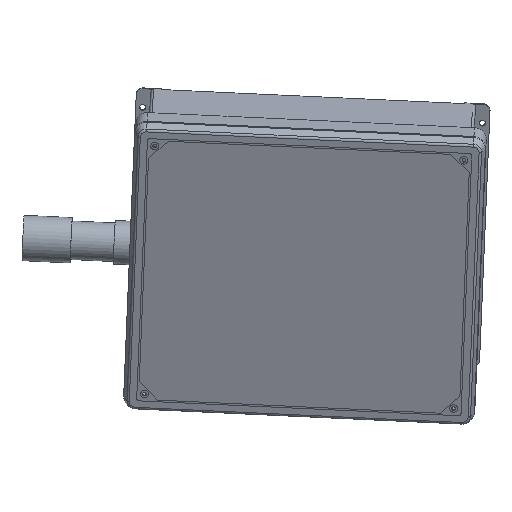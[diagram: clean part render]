
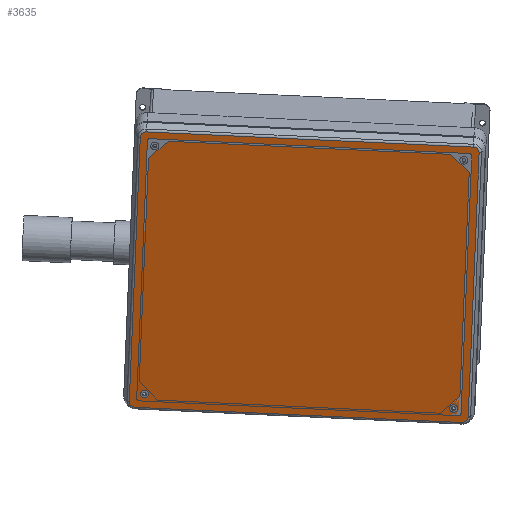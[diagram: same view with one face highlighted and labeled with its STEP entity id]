
A CAD part, left-side view. The second image highlights one B-rep face of the part: STEP entity #3635.
In plain terms, the highlighted face is planar.
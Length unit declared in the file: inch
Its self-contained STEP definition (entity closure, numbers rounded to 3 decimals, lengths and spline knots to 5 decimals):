
#3288=CARTESIAN_POINT('',(15.97523,17.44373,0.0));
#3289=VERTEX_POINT('',#3288);
#3297=CARTESIAN_POINT('',(15.97523,1.32623,0.0));
#3298=VERTEX_POINT('',#3297);
#3299=CARTESIAN_POINT('',(15.97523,17.44373,0.0));
#3300=DIRECTION('',(0.0,-1.0,0.0));
#3301=VECTOR('',#3300,16.1175);
#3302=LINE('',#3299,#3301);
#3303=EDGE_CURVE('',#3289,#3298,#3302,.T.);
#3328=CARTESIAN_POINT('',(15.67614,17.74282,0.0));
#3329=VERTEX_POINT('',#3328);
#3337=CARTESIAN_POINT('',(15.67614,17.44373,0.0));
#3338=DIRECTION('',(0.0,0.0,-1.0));
#3339=DIRECTION('',(0.707,0.707,0.0));
#3340=AXIS2_PLACEMENT_3D('',#3337,#3338,#3339);
#3341=CIRCLE('',#3340,0.29909);
#3342=EDGE_CURVE('',#3329,#3289,#3341,.T.);
#3360=CARTESIAN_POINT('',(15.67614,1.02715,0.0));
#3361=VERTEX_POINT('',#3360);
#3371=CARTESIAN_POINT('',(15.67614,1.32623,0.0));
#3372=DIRECTION('',(0.0,0.0,-1.0));
#3373=DIRECTION('',(0.707,-0.707,0.0));
#3374=AXIS2_PLACEMENT_3D('',#3371,#3372,#3373);
#3375=CIRCLE('',#3374,0.29909);
#3376=EDGE_CURVE('',#3298,#3361,#3375,.T.);
#3388=CARTESIAN_POINT('',(1.56864,17.74282,0.0));
#3389=VERTEX_POINT('',#3388);
#3397=CARTESIAN_POINT('',(1.56864,17.74282,0.0));
#3398=DIRECTION('',(1.0,0.0,0.0));
#3399=VECTOR('',#3398,14.1075);
#3400=LINE('',#3397,#3399);
#3401=EDGE_CURVE('',#3389,#3329,#3400,.T.);
#3418=CARTESIAN_POINT('',(1.56864,1.02715,0.0));
#3419=VERTEX_POINT('',#3418);
#3429=CARTESIAN_POINT('',(15.67614,1.02715,0.0));
#3430=DIRECTION('',(-1.0,0.0,0.0));
#3431=VECTOR('',#3430,14.1075);
#3432=LINE('',#3429,#3431);
#3433=EDGE_CURVE('',#3361,#3419,#3432,.T.);
#3443=CARTESIAN_POINT('',(1.26955,17.44373,0.0));
#3444=VERTEX_POINT('',#3443);
#3452=CARTESIAN_POINT('',(1.56864,17.44373,0.0));
#3453=DIRECTION('',(0.0,0.0,-1.0));
#3454=DIRECTION('',(-0.707,0.707,0.0));
#3455=AXIS2_PLACEMENT_3D('',#3452,#3453,#3454);
#3456=CIRCLE('',#3455,0.29909);
#3457=EDGE_CURVE('',#3444,#3389,#3456,.T.);
#3475=CARTESIAN_POINT('',(1.26955,1.32623,0.0));
#3476=VERTEX_POINT('',#3475);
#3486=CARTESIAN_POINT('',(1.56864,1.32623,0.0));
#3487=DIRECTION('',(0.0,0.0,-1.0));
#3488=DIRECTION('',(-0.707,-0.707,0.0));
#3489=AXIS2_PLACEMENT_3D('',#3486,#3487,#3488);
#3490=CIRCLE('',#3489,0.29909);
#3491=EDGE_CURVE('',#3419,#3476,#3490,.T.);
#3504=CARTESIAN_POINT('',(1.26955,1.32623,0.0));
#3505=DIRECTION('',(0.0,1.0,0.0));
#3506=VECTOR('',#3505,16.1175);
#3507=LINE('',#3504,#3506);
#3508=EDGE_CURVE('',#3476,#3444,#3507,.T.);
#3576=CARTESIAN_POINT('',(8.62239,9.38498,0.0));
#3577=DIRECTION('',(0.0,0.0,1.0));
#3578=DIRECTION('',(1.0,0.0,0.0));
#3579=AXIS2_PLACEMENT_3D('',#3576,#3577,#3578);
#3580=PLANE('',#3579);
#3581=ORIENTED_EDGE('',*,*,#3303,.F.);
#3582=ORIENTED_EDGE('',*,*,#3342,.F.);
#3583=ORIENTED_EDGE('',*,*,#3401,.F.);
#3584=ORIENTED_EDGE('',*,*,#3457,.F.);
#3585=ORIENTED_EDGE('',*,*,#3508,.F.);
#3586=ORIENTED_EDGE('',*,*,#3491,.F.);
#3587=ORIENTED_EDGE('',*,*,#3433,.F.);
#3588=ORIENTED_EDGE('',*,*,#3376,.F.);
#3589=EDGE_LOOP('',(#3581,#3582,#3583,#3584,#3585,#3586,#3587,#3588));
#3590=FACE_OUTER_BOUND('',#3589,.T.);
#3591=CARTESIAN_POINT('',(15.44739,1.75998,0.0));
#3592=VERTEX_POINT('',#3591);
#3593=CARTESIAN_POINT('',(15.24739,1.75998,0.0));
#3594=DIRECTION('',(0.0,0.0,-1.0));
#3595=DIRECTION('',(1.0,0.0,0.0));
#3596=AXIS2_PLACEMENT_3D('',#3593,#3594,#3595);
#3597=CIRCLE('',#3596,0.2);
#3598=EDGE_CURVE('',#3592,#3592,#3597,.T.);
#3599=ORIENTED_EDGE('',*,*,#3598,.T.);
#3600=EDGE_LOOP('',(#3599));
#3601=FACE_BOUND('',#3600,.T.);
#3602=CARTESIAN_POINT('',(15.44739,17.00998,0.0));
#3603=VERTEX_POINT('',#3602);
#3604=CARTESIAN_POINT('',(15.24739,17.00998,0.0));
#3605=DIRECTION('',(0.0,0.0,-1.0));
#3606=DIRECTION('',(1.0,0.0,0.0));
#3607=AXIS2_PLACEMENT_3D('',#3604,#3605,#3606);
#3608=CIRCLE('',#3607,0.2);
#3609=EDGE_CURVE('',#3603,#3603,#3608,.T.);
#3610=ORIENTED_EDGE('',*,*,#3609,.T.);
#3611=EDGE_LOOP('',(#3610));
#3612=FACE_BOUND('',#3611,.T.);
#3613=CARTESIAN_POINT('',(2.19739,17.00998,0.0));
#3614=VERTEX_POINT('',#3613);
#3615=CARTESIAN_POINT('',(1.99739,17.00998,0.0));
#3616=DIRECTION('',(0.0,0.0,-1.0));
#3617=DIRECTION('',(1.0,0.0,0.0));
#3618=AXIS2_PLACEMENT_3D('',#3615,#3616,#3617);
#3619=CIRCLE('',#3618,0.2);
#3620=EDGE_CURVE('',#3614,#3614,#3619,.T.);
#3621=ORIENTED_EDGE('',*,*,#3620,.T.);
#3622=EDGE_LOOP('',(#3621));
#3623=FACE_BOUND('',#3622,.T.);
#3624=CARTESIAN_POINT('',(2.19739,1.75998,0.0));
#3625=VERTEX_POINT('',#3624);
#3626=CARTESIAN_POINT('',(1.99739,1.75998,0.0));
#3627=DIRECTION('',(0.0,0.0,-1.0));
#3628=DIRECTION('',(1.0,0.0,0.0));
#3629=AXIS2_PLACEMENT_3D('',#3626,#3627,#3628);
#3630=CIRCLE('',#3629,0.2);
#3631=EDGE_CURVE('',#3625,#3625,#3630,.T.);
#3632=ORIENTED_EDGE('',*,*,#3631,.T.);
#3633=EDGE_LOOP('',(#3632));
#3634=FACE_BOUND('',#3633,.T.);
#3635=ADVANCED_FACE('',(#3590,#3601,#3612,#3623,#3634),#3580,.T.);
